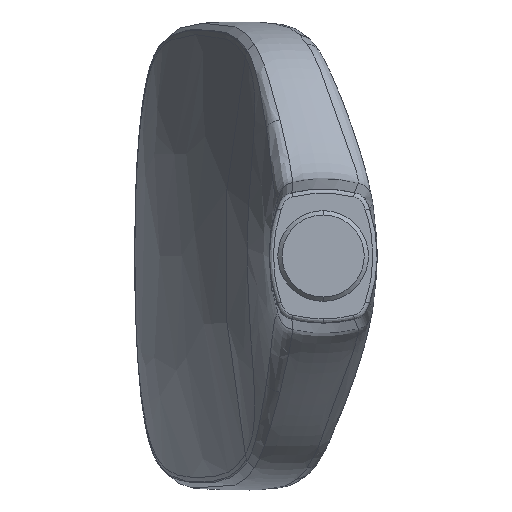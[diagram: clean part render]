
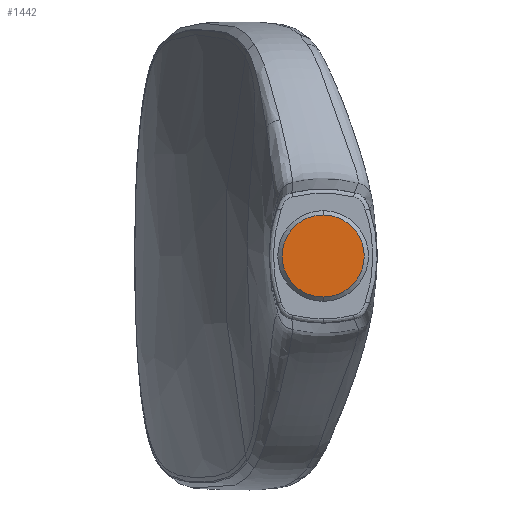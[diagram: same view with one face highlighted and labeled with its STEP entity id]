
A CAD part, front view. The second image highlights one B-rep face of the part: STEP entity #1442.
In plain terms, the highlighted planar face has unit normal (0, -1, 0).
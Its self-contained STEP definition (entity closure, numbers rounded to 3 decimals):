
#229 = DIRECTION ( 'NONE',  ( 0., 0., -1. ) ) ;
#1292 = FACE_OUTER_BOUND ( 'NONE', #12601, .T. ) ;
#1442 = ADVANCED_FACE ( 'NONE', ( #1292 ), #15248, .T. ) ;
#3060 = AXIS2_PLACEMENT_3D ( 'NONE', #19099, #19053, #5611 ) ;
#3638 = AXIS2_PLACEMENT_3D ( 'NONE', #18115, #9158, #229 ) ;
#5124 = CARTESIAN_POINT ( 'NONE',  ( -51.041, 0., 9.5 ) ) ;
#5611 = DIRECTION ( 'NONE',  ( 0., 0., -1. ) ) ;
#6437 = EDGE_CURVE ( 'NONE', #9500, #17053, #7614, .T. ) ;
#6603 = CARTESIAN_POINT ( 'NONE',  ( -51.041, 0., -9.5 ) ) ;
#7614 = CIRCLE ( 'NONE', #3060, 9.5 ) ;
#8903 = AXIS2_PLACEMENT_3D ( 'NONE', #15793, #14698, #16825 ) ;
#9158 = DIRECTION ( 'NONE',  ( 0., -1., 0. ) ) ;
#9500 = VERTEX_POINT ( 'NONE', #6603 ) ;
#11271 = EDGE_CURVE ( 'NONE', #17053, #9500, #12688, .T. ) ;
#12601 = EDGE_LOOP ( 'NONE', ( #18956, #18723 ) ) ;
#12688 = CIRCLE ( 'NONE', #3638, 9.5 ) ;
#14698 = DIRECTION ( 'NONE',  ( 0., -1., 0. ) ) ;
#15248 = PLANE ( 'NONE',  #8903 ) ;
#15793 = CARTESIAN_POINT ( 'NONE',  ( -51.041, 0., 0. ) ) ;
#16825 = DIRECTION ( 'NONE',  ( 0., 0., -1. ) ) ;
#17053 = VERTEX_POINT ( 'NONE', #5124 ) ;
#18115 = CARTESIAN_POINT ( 'NONE',  ( -51.041, 0., 0. ) ) ;
#18723 = ORIENTED_EDGE ( 'NONE', *, *, #6437, .T. ) ;
#18956 = ORIENTED_EDGE ( 'NONE', *, *, #11271, .T. ) ;
#19053 = DIRECTION ( 'NONE',  ( 0., -1., 0. ) ) ;
#19099 = CARTESIAN_POINT ( 'NONE',  ( -51.041, 0., 0. ) ) ;
